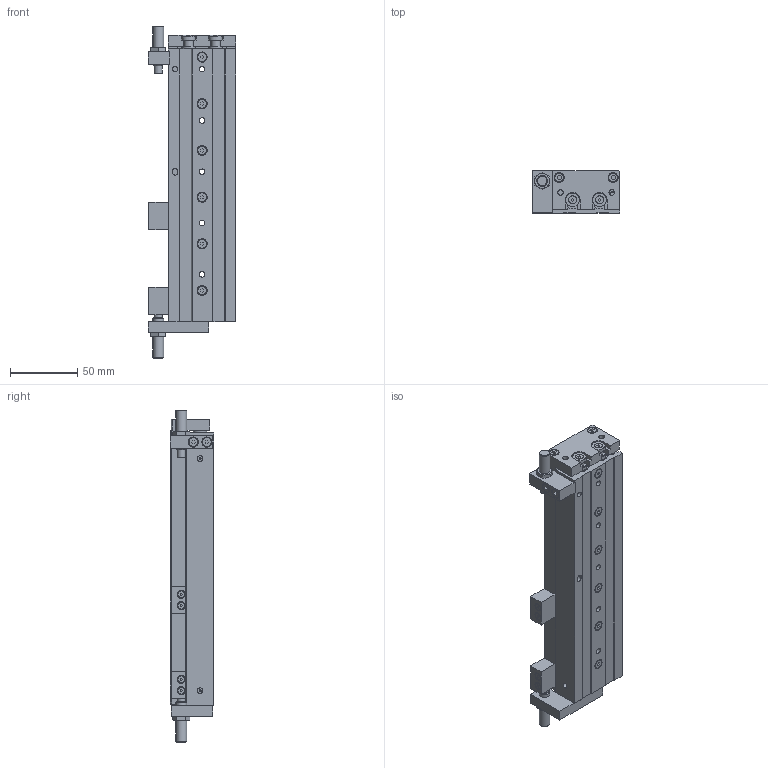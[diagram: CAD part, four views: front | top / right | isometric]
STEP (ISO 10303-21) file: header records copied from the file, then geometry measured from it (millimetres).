
FILE_DESCRIPTION(/* description */ ('MDX-Twinrod slide rail cylinder'),/* implementation_level */ '2;1');
FILE_NAME(/* name */ 'MSR 12-100-L.stp',/* time_stamp */ '2019-10-14T11:39:42+02:00',/* author */ ('Tecnico'),/* organization */ ('CHELIC'),/* preprocessor_version */ 'ST-DEVELOPER v17',/* originating_system */ 'Autodesk Inventor 2019',/* authorisation */ '');
FILE_SCHEMA (('AUTOMOTIVE_DESIGN { 1 0 10303 214 3 1 1 }'));
Length unit declared in the file: millimetre
Products named in the file (8): MSR-12-100; MDX12x100-SG2AM2(0)_Du; MDX12x100-SG2AM2(0)_Bo; MDX12x100-SG2AM2(0)_Ro; MDX-12 B; MDX-SG; MSR-12-REGOLAZIONE; MSR-12-REGOLAZIONE-1
Assembly tree (9 placements, depth 2):
  MSR-12-100
    MDX12x100-SG2AM2(0)_Du
    MDX12x100-SG2AM2(0)_Bo
    MDX12x100-SG2AM2(0)_Ro
    MDX-12 B  x2
    MDX-SG  x2
    MSR-12-REGOLAZIONE
    MSR-12-REGOLAZIONE-1
Bounding box: 65 x 32 x 246 mm (x, y, z)
Volume: 304752.8 mm3; surface area: 117076.3 mm2
Topology: 8 solids, 8 shells, 540 faces, 1423 edges, 990 vertices
Faces by surface type: plane 383, cylinder 103, cone 36, torus 18
Full cylindrical faces by diameter (mm): 1.5 x2, 2 x2, 2.6 x2, 3.242 x16, 4 x8, 4.134 x9, 5.8 x2, 6 x8, 6.7 x4, 7.5 x12, 8 x4, 8.5 x10, 10 x4, 12 x4, 13 x4
Entity records: 15627 total; most frequent: CARTESIAN_POINT 2864, DIRECTION 2639, ORIENTED_EDGE 2552, EDGE_CURVE 1276, AXIS2_PLACEMENT_3D 922, VERTEX_POINT 891, LINE 795, VECTOR 795
